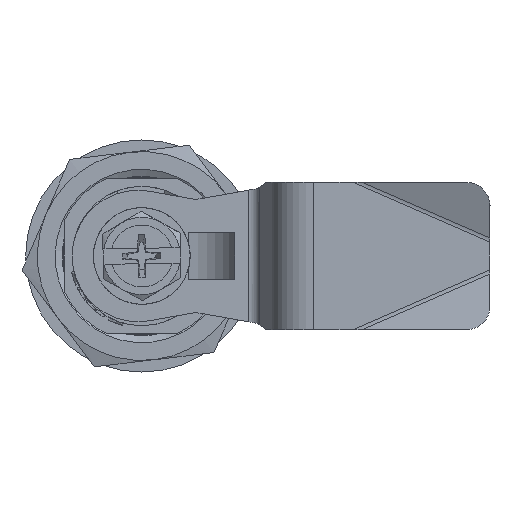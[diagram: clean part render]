
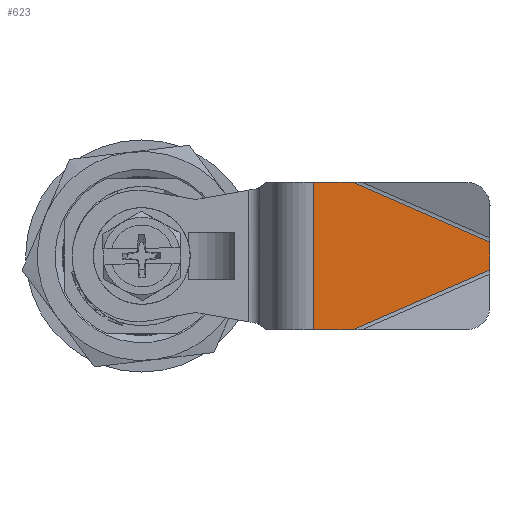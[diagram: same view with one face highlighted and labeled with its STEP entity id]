
A CAD part, front view. The second image highlights one B-rep face of the part: STEP entity #623.
In plain terms, the highlighted planar face has unit normal (0, -1, 0).
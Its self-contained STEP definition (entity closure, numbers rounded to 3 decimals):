
#623=ADVANCED_FACE('',(#1331),#1332,.T.);
#1331=FACE_OUTER_BOUND('',#2328,.T.);
#1332=PLANE('',#2329);
#2328=EDGE_LOOP('',(#5162,#5163,#5164,#5165,#5166,#5167));
#2329=AXIS2_PLACEMENT_3D('',#5168,#5169,#5170);
#5162=ORIENTED_EDGE('',*,*,#6331,.F.);
#5163=ORIENTED_EDGE('',*,*,#6332,.T.);
#5164=ORIENTED_EDGE('',*,*,#6333,.F.);
#5165=ORIENTED_EDGE('',*,*,#6334,.T.);
#5166=ORIENTED_EDGE('',*,*,#6335,.F.);
#5167=ORIENTED_EDGE('',*,*,#6336,.T.);
#5168=CARTESIAN_POINT('',(-9.993,-40.499,0.));
#5169=DIRECTION('',(0.,-1.0,0.));
#5170=DIRECTION('',(1.0,0.,0.));
#6331=EDGE_CURVE('',#7778,#7779,#7780,.T.);
#6332=EDGE_CURVE('',#7778,#7781,#7782,.T.);
#6333=EDGE_CURVE('',#7783,#7781,#7784,.F.);
#6334=EDGE_CURVE('',#7783,#7785,#7786,.T.);
#6335=EDGE_CURVE('',#7787,#7785,#7788,.F.);
#6336=EDGE_CURVE('',#7787,#7779,#7789,.T.);
#7778=VERTEX_POINT('',#10986);
#7779=VERTEX_POINT('',#10987);
#7780=LINE('',#10988,#10989);
#7781=VERTEX_POINT('',#10990);
#7782=LINE('',#10991,#10992);
#7783=VERTEX_POINT('',#10993);
#7784=LINE('',#10994,#10995);
#7785=VERTEX_POINT('',#10996);
#7786=LINE('',#10997,#10998);
#7787=VERTEX_POINT('',#10999);
#7788=LINE('',#11000,#11001);
#7789=LINE('',#11002,#11003);
#10986=CARTESIAN_POINT('',(22.188,-40.499,-9.5));
#10987=CARTESIAN_POINT('',(22.188,-40.499,9.5));
#10988=CARTESIAN_POINT('',(22.188,-40.499,10.914));
#10989=VECTOR('',#12333,1.0);
#10990=CARTESIAN_POINT('',(27.33,-40.499,-9.5));
#10991=CARTESIAN_POINT('',(-9.993,-40.499,-9.5));
#10992=VECTOR('',#12334,1.0);
#10993=CARTESIAN_POINT('',(45.,-40.499,-1.818));
#10994=CARTESIAN_POINT('',(-0.586,-40.499,-21.637));
#10995=VECTOR('',#12335,1.0);
#10996=CARTESIAN_POINT('',(45.,-40.499,1.818));
#10997=CARTESIAN_POINT('',(45.,-40.499,0.));
#10998=VECTOR('',#12336,1.0);
#10999=CARTESIAN_POINT('',(27.33,-40.499,9.5));
#11000=CARTESIAN_POINT('',(-0.586,-40.499,21.637));
#11001=VECTOR('',#12337,1.0);
#11002=CARTESIAN_POINT('',(-9.993,-40.499,9.5));
#11003=VECTOR('',#12338,1.0);
#12333=DIRECTION('',(0.,0.,1.0));
#12334=DIRECTION('',(1.0,0.,0.));
#12335=DIRECTION('',(0.917,0.,0.399));
#12336=DIRECTION('',(0.,0.,1.0));
#12337=DIRECTION('',(-0.917,0.,0.399));
#12338=DIRECTION('',(-1.0,0.,0.));
